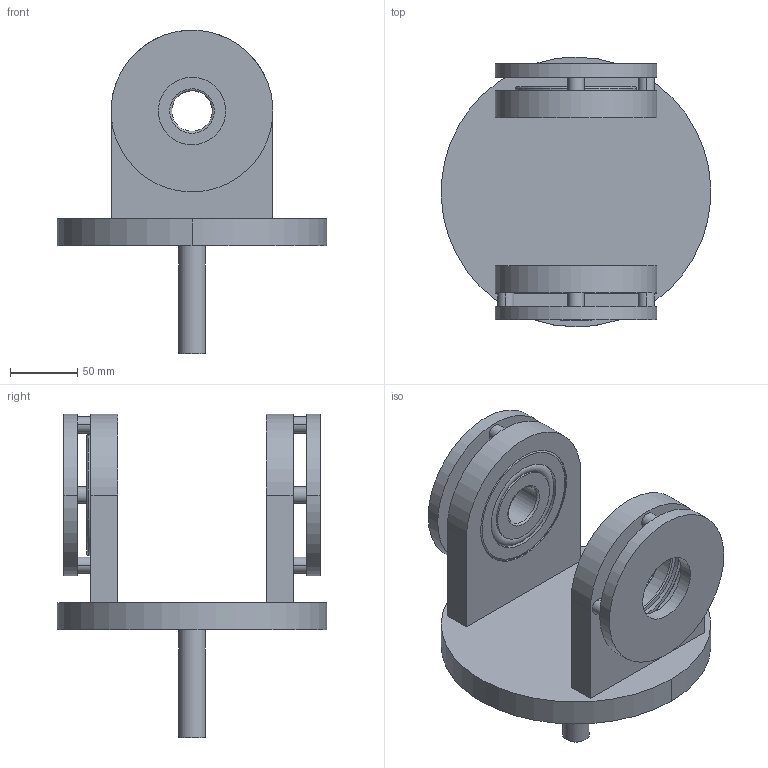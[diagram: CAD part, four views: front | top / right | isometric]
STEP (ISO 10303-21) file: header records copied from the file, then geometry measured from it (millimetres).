
FILE_DESCRIPTION (( 'STEP AP203' ), '1' );
FILE_NAME ('link1.STEP', '2022-04-03T21:21:17', ( '' ), ( '' ), 'SwSTEP 2.0', 'SolidWorks 2021', '' );
FILE_SCHEMA (( 'CONFIG_CONTROL_DESIGN' ));
Length unit declared in the file: millimetre
Products named in the file (1): link1
Bounding box: 199.8 x 200 x 239.89 mm (x, y, z)
Volume: 1356063.4 mm3; surface area: 245941.5 mm2
Topology: 15 solids, 16 shells, 99 faces, 190 edges, 125 vertices
Faces by surface type: cylinder 42, plane 40, torus 17
Full cylindrical faces by diameter (mm): 20 x1, 30 x1, 54.276 x3, 65 x1, 73.333 x2, 81.667 x2, 90 x2
Entity records: 2301 total; most frequent: CARTESIAN_POINT 656, ORIENTED_EDGE 292, DIRECTION 276, EDGE_CURVE 146, EDGE_LOOP 144, AXIS2_PLACEMENT_3D 138, FACE_OUTER_BOUND 128, VERTEX_POINT 110
